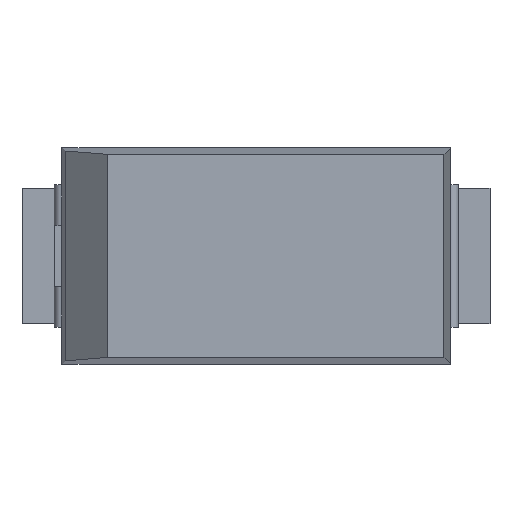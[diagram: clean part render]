
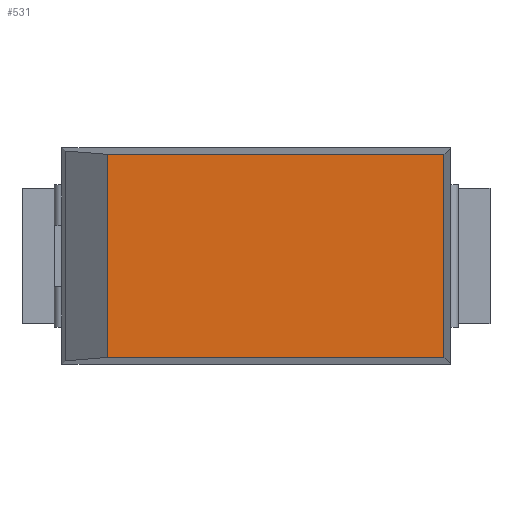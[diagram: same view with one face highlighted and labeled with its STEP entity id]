
A CAD part, top view. The second image highlights one B-rep face of the part: STEP entity #531.
In plain terms, the highlighted planar face has unit normal (0, 0, 1).
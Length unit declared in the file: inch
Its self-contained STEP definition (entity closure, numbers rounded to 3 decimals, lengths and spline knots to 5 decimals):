
#346 = EDGE_CURVE ( 'NONE', #427, #452, #1873, .T. ) ;
#351 = ORIENTED_EDGE ( 'NONE', *, *, #352, .T. ) ;
#352 = EDGE_CURVE ( 'NONE', #526, #426, #1722, .T. ) ;
#353 = ORIENTED_EDGE ( 'NONE', *, *, #425, .T. ) ;
#354 = ORIENTED_EDGE ( 'NONE', *, *, #346, .T. ) ;
#425 = EDGE_CURVE ( 'NONE', #426, #427, #1893, .T. ) ;
#426 = VERTEX_POINT ( 'NONE', #1888 ) ;
#427 = VERTEX_POINT ( 'NONE', #1889 ) ;
#452 = VERTEX_POINT ( 'NONE', #1986 ) ;
#526 = VERTEX_POINT ( 'NONE', #2177 ) ;
#528 = EDGE_CURVE ( 'NONE', #452, #526, #2175, .T. ) ;
#531 = ADVANCED_FACE ( 'NONE', ( #2171 ), #2153, .T. ) ;
#532 = EDGE_LOOP ( 'NONE', ( #533, #351, #353, #354 ) ) ;
#533 = ORIENTED_EDGE ( 'NONE', *, *, #528, .T. ) ;
#1719 = DIRECTION ( 'NONE',  ( 0., -1., 0. ) ) ;
#1720 = VECTOR ( 'NONE', #1719, 39.37008 ) ;
#1721 = CARTESIAN_POINT ( 'NONE',  ( 0.00161, -0.06489, 0.11 ) ) ;
#1722 = LINE ( 'NONE', #1721, #1720 ) ;
#1870 = DIRECTION ( 'NONE',  ( 0., 1., 0. ) ) ;
#1871 = VECTOR ( 'NONE', #1870, 39.37008 ) ;
#1872 = CARTESIAN_POINT ( 'NONE',  ( 0.21639, 0.069, 0.11 ) ) ;
#1873 = LINE ( 'NONE', #1872, #1871 ) ;
#1888 = CARTESIAN_POINT ( 'NONE',  ( 0.00161, -0.06489, 0.11 ) ) ;
#1889 = CARTESIAN_POINT ( 'NONE',  ( 0.21639, -0.06489, 0.11 ) ) ;
#1890 = DIRECTION ( 'NONE',  ( 1., 0., 0. ) ) ;
#1891 = VECTOR ( 'NONE', #1890, 39.37008 ) ;
#1892 = CARTESIAN_POINT ( 'NONE',  ( -0.0275, -0.06489, 0.11 ) ) ;
#1893 = LINE ( 'NONE', #1892, #1891 ) ;
#1986 = CARTESIAN_POINT ( 'NONE',  ( 0.21639, 0.06489, 0.11 ) ) ;
#2148 = DIRECTION ( 'NONE',  ( 1., 0., 0. ) ) ;
#2149 = DIRECTION ( 'NONE',  ( 0., 0., 1. ) ) ;
#2150 = CARTESIAN_POINT ( 'NONE',  ( -0.0275, -0.069, 0.11 ) ) ;
#2151 = AXIS2_PLACEMENT_3D ( 'NONE', #2150, #2149, #2148 ) ;
#2153 = PLANE ( 'NONE',  #2151 ) ;
#2171 = FACE_OUTER_BOUND ( 'NONE', #532, .T. ) ;
#2172 = VECTOR ( 'NONE', #2173, 39.37008 ) ;
#2173 = DIRECTION ( 'NONE',  ( -1., 0., 0. ) ) ;
#2174 = CARTESIAN_POINT ( 'NONE',  ( -0.0275, 0.06489, 0.11 ) ) ;
#2175 = LINE ( 'NONE', #2174, #2172 ) ;
#2177 = CARTESIAN_POINT ( 'NONE',  ( 0.00161, 0.06489, 0.11 ) ) ;
